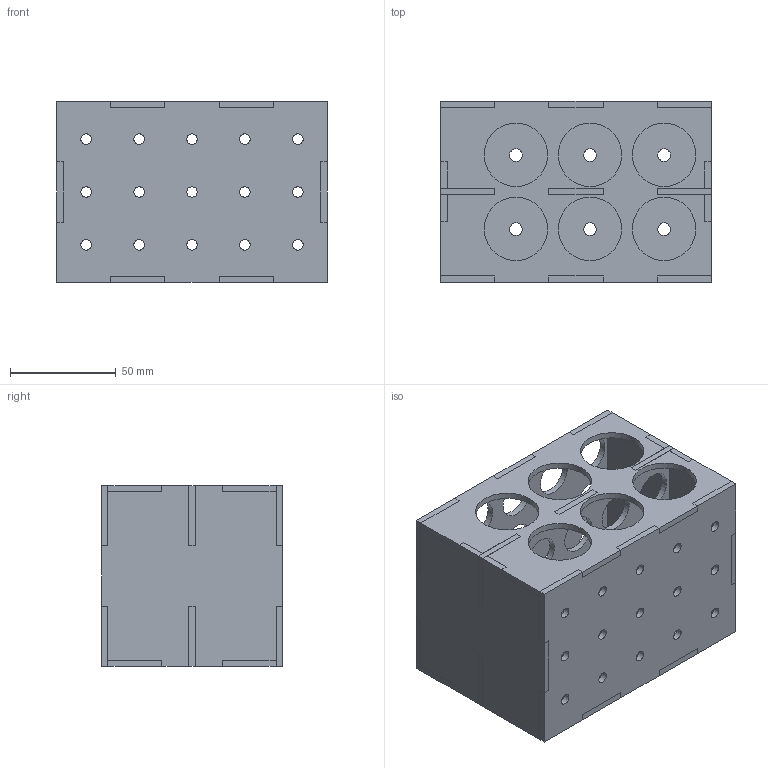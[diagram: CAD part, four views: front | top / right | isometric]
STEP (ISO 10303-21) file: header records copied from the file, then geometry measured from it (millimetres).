
FILE_DESCRIPTION(/* description */ (''),/* implementation_level */ '2;1');
FILE_NAME(/* name */ '2-2_3mm_plate15And50mLTubeMixHolder_FitSBS_v1 v5.step',/* time_stamp */ '2022-04-10T14:12:15+09:00',/* author */ (''),/* organization */ (''),/* preprocessor_version */ 'ST-DEVELOPER v18.1',/* originating_system */ 'Autodesk Translation Framework v10.14.0.1471',/* authorisation */ '');
FILE_SCHEMA (('AUTOMOTIVE_DESIGN { 1 0 10303 214 3 1 1 }'));
Length unit declared in the file: millimetre
Products named in the file (1): 2-2_3mm_plate15And50mLTubeMixHolder_FitSBS_v1
Bounding box: 127.76 x 85.48 x 85.48 mm (x, y, z)
Volume: 156349.7 mm3; surface area: 122548.9 mm2
Topology: 7 solids, 7 shells, 291 faces, 831 edges, 554 vertices
Faces by surface type: plane 234, cylinder 57
Full cylindrical faces by diameter (mm): 5 x15, 6 x6, 18 x30, 30 x6
Entity records: 9662 total; most frequent: CARTESIAN_POINT 1677, ORIENTED_EDGE 1662, DIRECTION 1529, EDGE_CURVE 831, LINE 717, VECTOR 717, VERTEX_POINT 554, EDGE_LOOP 409
